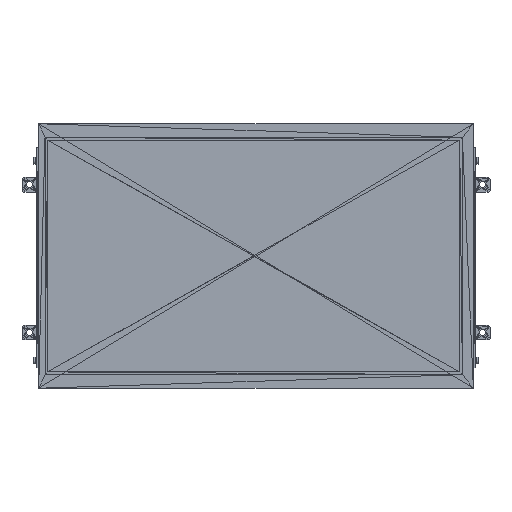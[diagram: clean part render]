
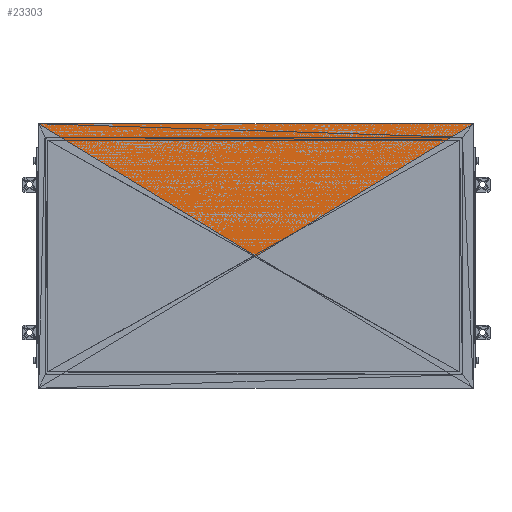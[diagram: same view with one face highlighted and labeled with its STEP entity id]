
A CAD part, top view. The second image highlights one B-rep face of the part: STEP entity #23303.
In plain terms, the highlighted face is planar.
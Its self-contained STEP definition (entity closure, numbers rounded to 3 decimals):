
#64=DIRECTION('',(0.854,-0.52,0.));
#1281=DIRECTION('',(-0.854,-0.52,0.));
#1290=DIRECTION('',(-1.,0.,0.));
#1309=VECTOR('',#64,1.);
#2526=VECTOR('',#1281,1.);
#2535=VECTOR('',#1290,1.);
#2554=CARTESIAN_POINT('',(244.,143.,8.2));
#2555=CARTESIAN_POINT('',(9.,143.,8.2));
#2714=CARTESIAN_POINT('',(126.5,71.5,8.2));
#3404=VERTEX_POINT('',#2554);
#3405=VERTEX_POINT('',#2555);
#3564=VERTEX_POINT('',#2714);
#4290=LINE('',#2554,#2535);
#4750=LINE('',#2555,#1309);
#4751=LINE('',#2554,#2526);
#6842=EDGE_CURVE('',#3404,#3405,#4290,.T.);
#7302=EDGE_CURVE('',#3405,#3564,#4750,.T.);
#7303=EDGE_CURVE('',#3404,#3564,#4751,.T.);
#9855=ORIENTED_EDGE('',*,*,#7303,.T.);
#11946=ORIENTED_EDGE('',*,*,#6842,.F.);
#12406=ORIENTED_EDGE('',*,*,#7302,.F.);
#14783=EDGE_LOOP('',(#12406,#11946,#9855));
#16487=FACE_OUTER_BOUND('',#14783,.T.);
#18530=DIRECTION('',(0.,0.,-1.));
#18531=AXIS2_PLACEMENT_3D('',#2714,#18530,#64);
#21599=PLANE('',#18531);
#23303=ADVANCED_FACE('',(#16487),#21599,.T.);
